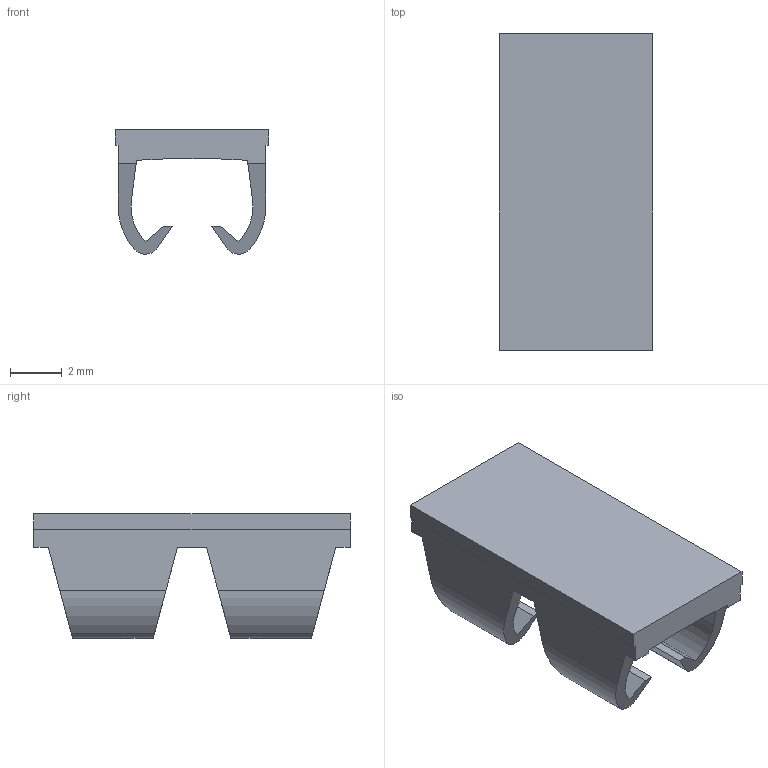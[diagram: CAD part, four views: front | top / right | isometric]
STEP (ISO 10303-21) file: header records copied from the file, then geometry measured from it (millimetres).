
FILE_DESCRIPTION(('CATIA V5 STEP','CAx-IF Rec.Pracs.--- Model Styling and Organization---1.4--- 2014-01-23'),'2;1');
FILE_NAME ('1204848-7_0_2719210000_72184_SFM_4X12_3-3_4-0_MM_WS_Simple3D.stp','2021-09-15T07:12:14+00:00',('none'),('Weidmueller'),'CATIA Version 5-6 Release 2016 SP3 HF44','CATIA V5 STEP AP214','none');
FILE_SCHEMA(('AUTOMOTIVE_DESIGN { 1 0 10303 214 1 1 1 1 }'));
Length unit declared in the file: millimetre
Products named in the file (1): 72184_SFM_4X12_3-3_4-0_MM_WS
Bounding box: 5.9 x 12.2 x 4.8 mm (x, y, z)
Volume: 121 mm3; surface area: 351.6 mm2
Topology: 1 solids, 1 shells, 50 faces, 144 edges, 96 vertices
Faces by surface type: plane 37, cylinder 13
Entity records: 1570 total; most frequent: CARTESIAN_POINT 372, ORIENTED_EDGE 288, DIRECTION 174, EDGE_CURVE 144, VECTOR 118, LINE 118, VERTEX_POINT 96, ADVANCED_FACE 50
